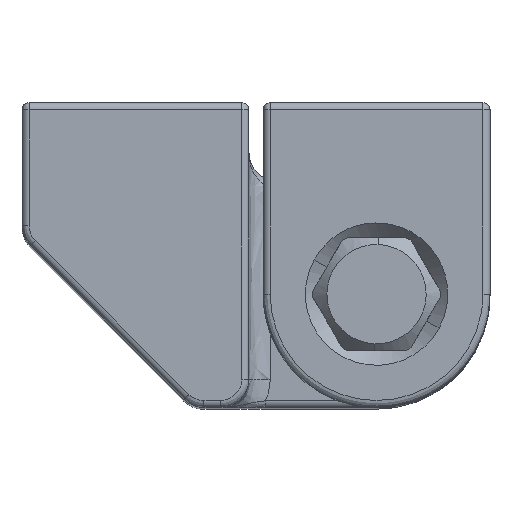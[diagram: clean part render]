
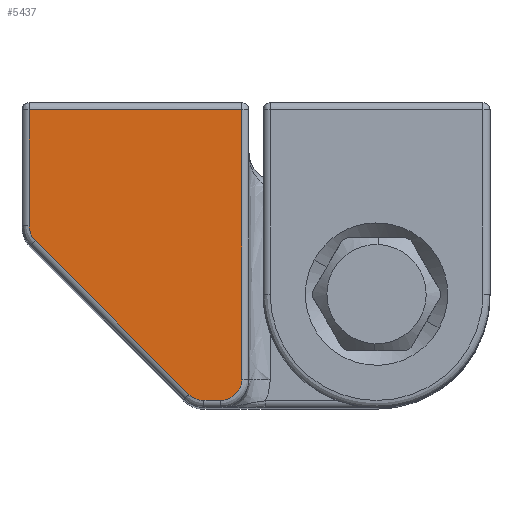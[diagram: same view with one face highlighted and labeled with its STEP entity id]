
A CAD part, top view. The second image highlights one B-rep face of the part: STEP entity #5437.
In plain terms, the highlighted free-form (B-spline) face has degree [1, 1] with [2, 2] control points.
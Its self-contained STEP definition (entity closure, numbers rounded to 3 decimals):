
#5111=CARTESIAN_POINT('',(-9.5,13.,70.0));
#5112=VERTEX_POINT('',#5111);
#5133=CARTESIAN_POINT('',(-24.5,13.,70.0));
#5134=VERTEX_POINT('',#5133);
#5148=CARTESIAN_POINT('',(-9.5,13.,70.0));
#5149=CARTESIAN_POINT('',(-24.5,13.,70.0));
#5150=QUASI_UNIFORM_CURVE('',1,(#5148,#5149),.UNSPECIFIED.,.F.,.U.);
#5151=EDGE_CURVE('',#5112,#5134,#5150,.T.);
#5358=CARTESIAN_POINT('',(-25.249,-8.524,70.0));
#5359=CARTESIAN_POINT('',(-8.751,-8.524,70.0));
#5360=CARTESIAN_POINT('',(-25.249,14.024,70.0));
#5361=CARTESIAN_POINT('',(-8.751,14.024,70.0));
#5362=B_SPLINE_SURFACE_WITH_KNOTS('',1,1,((#5358,#5360),(#5359,#5361)),.UNSPECIFIED.,.F.,.F.,.U.,(2,2),(2,2),(0.0,16.499),(0.0,22.548),.UNSPECIFIED.);
#5363=CARTESIAN_POINT('',(-24.061,3.768,70.0));
#5364=VERTEX_POINT('',#5363);
#5365=CARTESIAN_POINT('',(-13.232,-7.061,70.0));
#5366=VERTEX_POINT('',#5365);
#5367=CARTESIAN_POINT('',(-24.061,3.768,70.0));
#5368=CARTESIAN_POINT('',(-13.232,-7.061,70.0));
#5369=QUASI_UNIFORM_CURVE('',1,(#5367,#5368),.UNSPECIFIED.,.F.,.U.);
#5370=EDGE_CURVE('',#5364,#5366,#5369,.T.);
#5371=ORIENTED_EDGE('',*,*,#5370,.T.);
#5372=CARTESIAN_POINT('',(-12.172,-7.5,70.0));
#5373=VERTEX_POINT('',#5372);
#5374=CARTESIAN_POINT('',(-13.232,-7.061,70.0));
#5375=CARTESIAN_POINT('',(-12.793,-7.5,70.0));
#5376=CARTESIAN_POINT('',(-12.172,-7.5,70.0));
#5384=(BOUNDED_CURVE()B_SPLINE_CURVE(2,(#5374,#5375,#5376),.UNSPECIFIED.,.F.,.U.)CURVE()GEOMETRIC_REPRESENTATION_ITEM()QUASI_UNIFORM_CURVE()RATIONAL_B_SPLINE_CURVE((1.0,0.924,1.0))REPRESENTATION_ITEM(''));
#5385=EDGE_CURVE('',#5366,#5373,#5384,.T.);
#5386=ORIENTED_EDGE('',*,*,#5385,.T.);
#5387=CARTESIAN_POINT('',(-11.,-7.5,70.0));
#5388=VERTEX_POINT('',#5387);
#5389=CARTESIAN_POINT('',(-12.172,-7.5,70.0));
#5390=CARTESIAN_POINT('',(-11.,-7.5,70.0));
#5391=QUASI_UNIFORM_CURVE('',1,(#5389,#5390),.UNSPECIFIED.,.F.,.U.);
#5392=EDGE_CURVE('',#5373,#5388,#5391,.T.);
#5393=ORIENTED_EDGE('',*,*,#5392,.T.);
#5394=CARTESIAN_POINT('',(-9.5,-6.,70.0));
#5395=VERTEX_POINT('',#5394);
#5396=CARTESIAN_POINT('',(-11.,-7.5,70.0));
#5397=CARTESIAN_POINT('',(-9.5,-7.5,70.0));
#5398=CARTESIAN_POINT('',(-9.5,-6.,70.0));
#5406=(BOUNDED_CURVE()B_SPLINE_CURVE(2,(#5396,#5397,#5398),.UNSPECIFIED.,.F.,.U.)CURVE()GEOMETRIC_REPRESENTATION_ITEM()QUASI_UNIFORM_CURVE()RATIONAL_B_SPLINE_CURVE((1.0,0.707,1.0))REPRESENTATION_ITEM(''));
#5407=EDGE_CURVE('',#5388,#5395,#5406,.T.);
#5408=ORIENTED_EDGE('',*,*,#5407,.T.);
#5409=CARTESIAN_POINT('',(-9.5,-6.,70.0));
#5410=CARTESIAN_POINT('',(-9.5,13.,70.0));
#5411=QUASI_UNIFORM_CURVE('',1,(#5409,#5410),.UNSPECIFIED.,.F.,.U.);
#5412=EDGE_CURVE('',#5395,#5112,#5411,.T.);
#5413=ORIENTED_EDGE('',*,*,#5412,.T.);
#5414=ORIENTED_EDGE('',*,*,#5151,.T.);
#5415=CARTESIAN_POINT('',(-24.5,4.828,70.0));
#5416=VERTEX_POINT('',#5415);
#5417=CARTESIAN_POINT('',(-24.5,13.,70.0));
#5418=CARTESIAN_POINT('',(-24.5,4.828,70.0));
#5419=QUASI_UNIFORM_CURVE('',1,(#5417,#5418),.UNSPECIFIED.,.F.,.U.);
#5420=EDGE_CURVE('',#5134,#5416,#5419,.T.);
#5421=ORIENTED_EDGE('',*,*,#5420,.T.);
#5422=CARTESIAN_POINT('',(-24.5,4.828,70.0));
#5423=CARTESIAN_POINT('',(-24.5,4.207,70.0));
#5424=CARTESIAN_POINT('',(-24.061,3.768,70.0));
#5432=(BOUNDED_CURVE()B_SPLINE_CURVE(2,(#5422,#5423,#5424),.UNSPECIFIED.,.F.,.U.)CURVE()GEOMETRIC_REPRESENTATION_ITEM()QUASI_UNIFORM_CURVE()RATIONAL_B_SPLINE_CURVE((1.0,0.924,1.0))REPRESENTATION_ITEM(''));
#5433=EDGE_CURVE('',#5416,#5364,#5432,.T.);
#5434=ORIENTED_EDGE('',*,*,#5433,.T.);
#5435=EDGE_LOOP('',(#5371,#5386,#5393,#5408,#5413,#5414,#5421,#5434));
#5436=FACE_OUTER_BOUND('',#5435,.T.);
#5437=ADVANCED_FACE('',(#5436),#5362,.T.);
